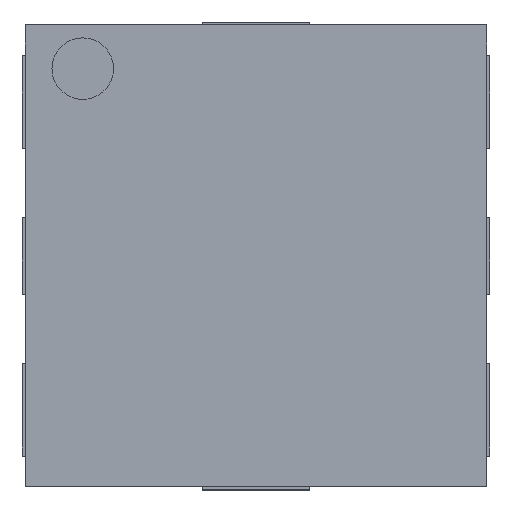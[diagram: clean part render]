
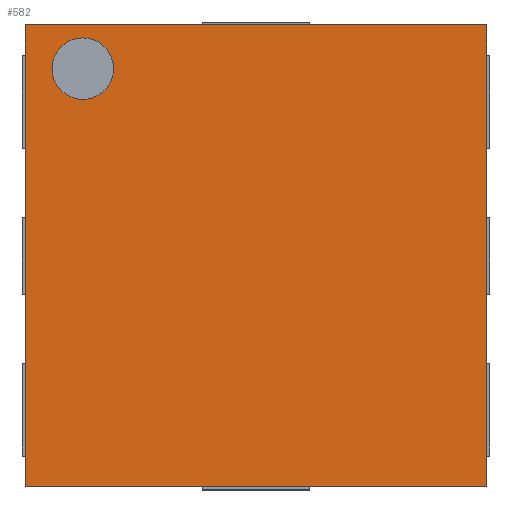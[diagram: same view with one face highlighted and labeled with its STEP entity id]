
A CAD part, top view. The second image highlights one B-rep face of the part: STEP entity #582.
In plain terms, the highlighted planar face has unit normal (0, 0, 1).
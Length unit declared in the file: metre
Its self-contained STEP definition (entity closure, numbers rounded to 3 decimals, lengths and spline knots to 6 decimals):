
#372 = EDGE_CURVE( '', #912, #913, #914, .T. );
#470 = EDGE_CURVE( '', #1052, #1052, #1053, .T. );
#476 = EDGE_CURVE( '', #1059, #1060, #1061, .T. );
#500 = EDGE_CURVE( '', #913, #1059, #1089, .T. );
#582 = ADVANCED_FACE( '', ( #1188, #1189 ), #1190, .T. );
#662 = EDGE_CURVE( '', #1060, #912, #1279, .T. );
#912 = VERTEX_POINT( '', #1613 );
#913 = VERTEX_POINT( '', #1614 );
#914 = LINE( '', #1615, #1616 );
#1052 = VERTEX_POINT( '', #1827 );
#1053 = CIRCLE( '', #1828, 0.0001 );
#1059 = VERTEX_POINT( '', #1839 );
#1060 = VERTEX_POINT( '', #1840 );
#1061 = LINE( '', #1841, #1842 );
#1089 = LINE( '', #1887, #1888 );
#1188 = FACE_BOUND( '', #2041, .T. );
#1189 = FACE_OUTER_BOUND( '', #2042, .T. );
#1190 = PLANE( '', #2043 );
#1279 = LINE( '', #2199, #2200 );
#1613 = CARTESIAN_POINT( '', ( 0.00075, -0.00075, 0.00035 ) );
#1614 = CARTESIAN_POINT( '', ( 0.00075, 0.00075, 0.00035 ) );
#1615 = CARTESIAN_POINT( '', ( 0.00075, -0.00075, 0.00035 ) );
#1616 = VECTOR( '', #2500, 1. );
#1827 = CARTESIAN_POINT( '', ( -0.000663, 0.000608, 0.00035 ) );
#1828 = AXIS2_PLACEMENT_3D( '', #2640, #2641, #2642 );
#1839 = CARTESIAN_POINT( '', ( -0.00075, 0.00075, 0.00035 ) );
#1840 = CARTESIAN_POINT( '', ( -0.00075, -0.00075, 0.00035 ) );
#1841 = CARTESIAN_POINT( '', ( -0.00075, -0.00075, 0.00035 ) );
#1842 = VECTOR( '', #2645, 1. );
#1887 = CARTESIAN_POINT( '', ( 0.00075, 0.00075, 0.00035 ) );
#1888 = VECTOR( '', #2682, 1. );
#2041 = EDGE_LOOP( '', ( #2826 ) );
#2042 = EDGE_LOOP( '', ( #2827, #2828, #2829, #2830 ) );
#2043 = AXIS2_PLACEMENT_3D( '', #2831, #2832, #2833 );
#2199 = CARTESIAN_POINT( '', ( 0.00075, -0.00075, 0.00035 ) );
#2200 = VECTOR( '', #2917, 1. );
#2500 = DIRECTION( '', ( 0., 1., 0. ) );
#2640 = CARTESIAN_POINT( '', ( -0.000563, 0.000608, 0.00035 ) );
#2641 = DIRECTION( '', ( 0., 0., 1. ) );
#2642 = DIRECTION( '', ( -1., 0., 0. ) );
#2645 = DIRECTION( '', ( 0., -1., 0. ) );
#2682 = DIRECTION( '', ( -1., 0., 0. ) );
#2826 = ORIENTED_EDGE( '', *, *, #470, .F. );
#2827 = ORIENTED_EDGE( '', *, *, #476, .T. );
#2828 = ORIENTED_EDGE( '', *, *, #662, .T. );
#2829 = ORIENTED_EDGE( '', *, *, #372, .T. );
#2830 = ORIENTED_EDGE( '', *, *, #500, .T. );
#2831 = CARTESIAN_POINT( '', ( -0.00075, 0.00075, 0.00035 ) );
#2832 = DIRECTION( '', ( 0., 0., 1. ) );
#2833 = DIRECTION( '', ( 1., 0., 0. ) );
#2917 = DIRECTION( '', ( 1., 0., 0. ) );
